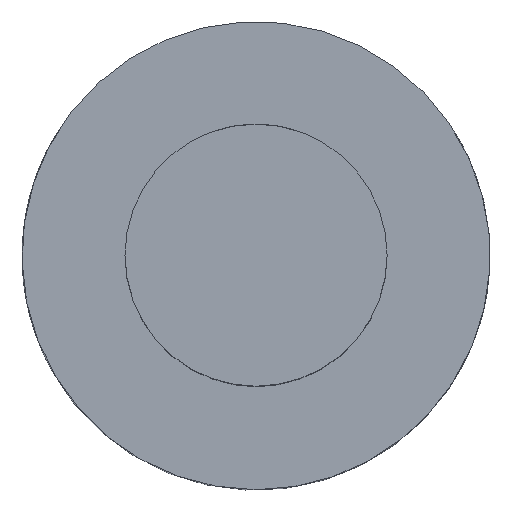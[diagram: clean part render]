
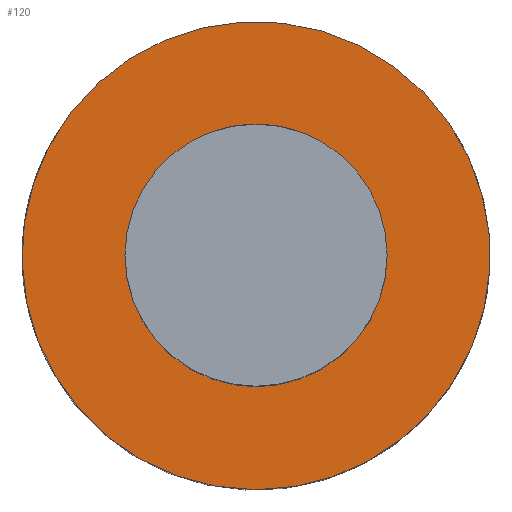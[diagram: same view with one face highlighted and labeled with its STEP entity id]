
A CAD part, top view. The second image highlights one B-rep face of the part: STEP entity #120.
In plain terms, the highlighted planar face has unit normal (0, 0, 1).
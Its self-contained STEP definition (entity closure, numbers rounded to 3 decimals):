
#62=EDGE_CURVE('240[2]',#166,#166,#167,.T.);
#74=EDGE_CURVE('240[2]',#185,#185,#186,.T.);
#120=ADVANCED_FACE('240[2]',(#252,#253),#254,.T.);
#166=VERTEX_POINT('',#299);
#167=CIRCLE('',#300,14.0);
#185=VERTEX_POINT('',#356);
#186=CIRCLE('',#357,25.0);
#252=FACE_BOUND('',#474,.T.);
#253=FACE_OUTER_BOUND('',#475,.T.);
#254=PLANE('',#476);
#299=CARTESIAN_POINT('',(14.0,0.0,0.0));
#300=AXIS2_PLACEMENT_3D('',#635,#636,#637);
#356=CARTESIAN_POINT('',(0.,-25.0,0.));
#357=AXIS2_PLACEMENT_3D('',#653,#654,#655);
#474=EDGE_LOOP('',(#727));
#475=EDGE_LOOP('',(#728));
#476=AXIS2_PLACEMENT_3D('',#729,#730,#731);
#635=CARTESIAN_POINT('',(0.0,0.0,0.));
#636=DIRECTION('',(0.,0.,-1.0));
#637=DIRECTION('',(1.0,0.,0.));
#653=CARTESIAN_POINT('',(0.,0.,0.0));
#654=DIRECTION('',(0.,0.,1.0));
#655=DIRECTION('',(0.,1.0,0.));
#727=ORIENTED_EDGE('',*,*,#62,.T.);
#728=ORIENTED_EDGE('',*,*,#74,.T.);
#729=CARTESIAN_POINT('',(-14.0,0.,0.));
#730=DIRECTION('',(0.,0.,1.0));
#731=DIRECTION('',(-1.0,0.,0.0));
